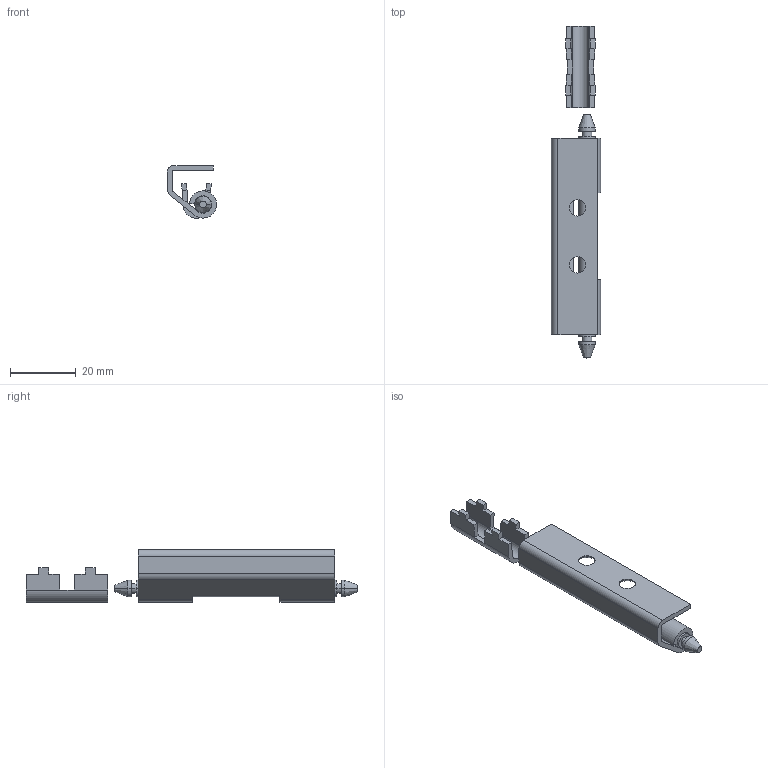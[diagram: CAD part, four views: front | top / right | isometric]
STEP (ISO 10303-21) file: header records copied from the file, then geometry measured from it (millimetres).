
FILE_DESCRIPTION(/* description */ (''),/* implementation_level */ '2;1');
FILE_NAME(/* name */ 'JL026',/* time_stamp */ '2024-09-03T16:00:46+08:00',/* author */ (''),/* organization */ (''),/* preprocessor_version */ 'ST-DEVELOPER v19.2',/* originating_system */ 'Rhino 8.5',/* authorisation */ '');
FILE_SCHEMA (('CONFIG_CONTROL_DESIGN'));
Length unit declared in the file: millimetre
Products named in the file (1): Document
Bounding box: 15 x 101.3 x 16.13 mm (x, y, z)
Volume: 5481.4 mm3; surface area: 7338 mm2
Topology: 3 solids, 3 shells, 88 faces, 226 edges, 148 vertices
Faces by surface type: plane 56, cylinder 24, bspline 8
Entity records: 2770 total; most frequent: CARTESIAN_POINT 913, ORIENTED_EDGE 452, EDGE_CURVE 226, DIRECTION 203, VERTEX_POINT 148, AXIS2_PLACEMENT_3D 137, B_SPLINE_CURVE_WITH_KNOTS 122, EDGE_LOOP 96
